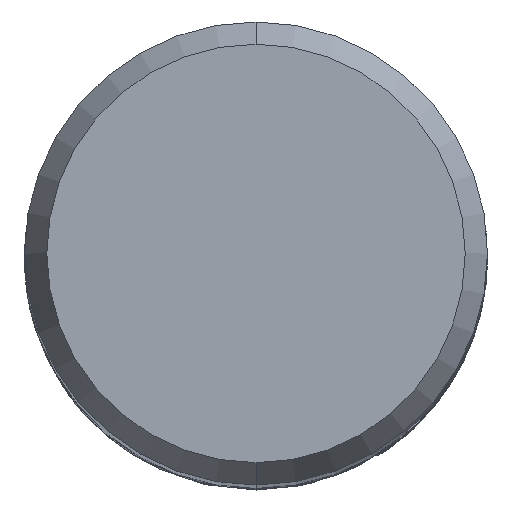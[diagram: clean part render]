
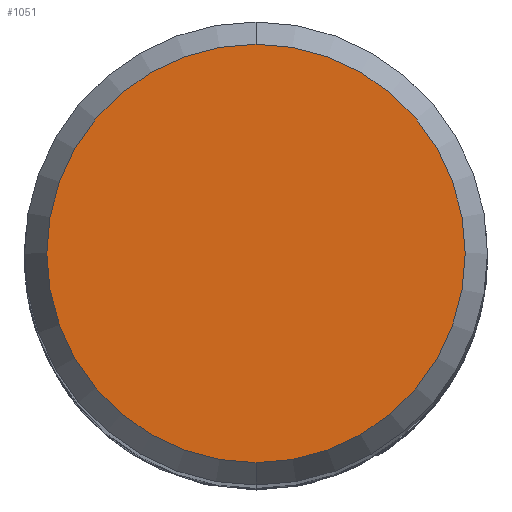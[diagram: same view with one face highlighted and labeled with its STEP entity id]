
A CAD part, top view. The second image highlights one B-rep face of the part: STEP entity #1051.
In plain terms, the highlighted planar face has unit normal (0, 0, 1).
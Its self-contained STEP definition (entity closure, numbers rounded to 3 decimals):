
#917=EDGE_CURVE('',#1239,#1631,#2107,.T.);
#951=EDGE_CURVE('',#1631,#1239,#2143,.T.);
#1051=ADVANCED_FACE('',(#2251),#2252,.T.);
#1239=VERTEX_POINT('',#2455);
#1631=VERTEX_POINT('',#2884);
#2107=CIRCLE('',#6227,5.423);
#2143=CIRCLE('',#6297,5.423);
#2251=FACE_OUTER_BOUND('',#6779,.T.);
#2252=PLANE('',#6780);
#2455=CARTESIAN_POINT('',(0.0,5.423,0.0));
#2884=CARTESIAN_POINT('',(0.,-5.423,0.0));
#6227=AXIS2_PLACEMENT_3D('',#14488,#14489,#14490);
#6297=AXIS2_PLACEMENT_3D('',#14524,#14525,#14526);
#6779=EDGE_LOOP('',(#14637,#14638));
#6780=AXIS2_PLACEMENT_3D('',#14639,#14640,#14641);
#14488=CARTESIAN_POINT('',(0.0,0.0,0.0));
#14489=DIRECTION('',(0.0,0.0,-1.0));
#14490=DIRECTION('',(0.0,1.0,0.0));
#14524=CARTESIAN_POINT('',(0.0,0.0,0.0));
#14525=DIRECTION('',(0.0,0.0,-1.0));
#14526=DIRECTION('',(0.0,1.0,0.0));
#14637=ORIENTED_EDGE('',*,*,#917,.F.);
#14638=ORIENTED_EDGE('',*,*,#951,.F.);
#14639=CARTESIAN_POINT('',(0.0,2.711,0.0));
#14640=DIRECTION('',(-0.0,0.0,1.0));
#14641=DIRECTION('',(0.0,-1.0,0.0));
